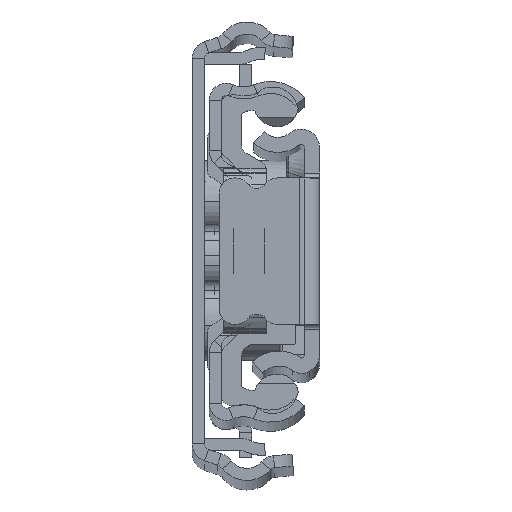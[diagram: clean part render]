
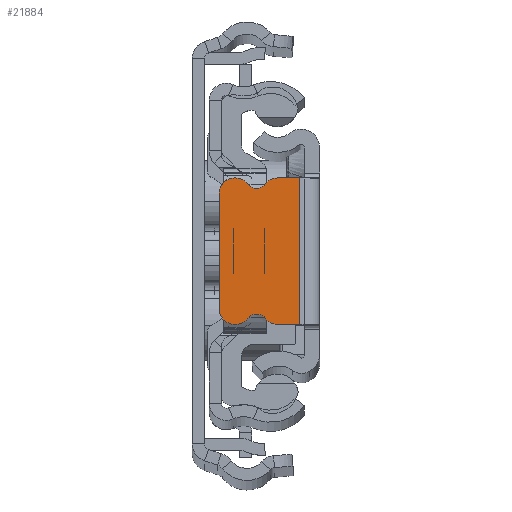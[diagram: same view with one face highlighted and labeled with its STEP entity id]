
A CAD part, top view. The second image highlights one B-rep face of the part: STEP entity #21884.
In plain terms, the highlighted planar face has unit normal (0, 0, 1).
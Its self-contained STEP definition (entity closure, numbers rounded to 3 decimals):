
#7 = VERTEX_POINT ( 'NONE', #20581 ) ;
#26 = DIRECTION ( 'NONE',  ( -1., 0., 0. ) ) ;
#306 = ORIENTED_EDGE ( 'NONE', *, *, #22562, .F. ) ;
#1253 = CARTESIAN_POINT ( 'NONE',  ( 0., -7.3, 0. ) ) ;
#1945 = CARTESIAN_POINT ( 'NONE',  ( 0., -7.3, 0. ) ) ;
#1974 = EDGE_CURVE ( 'NONE', #25376, #12856, #17361, .T. ) ;
#2481 = EDGE_CURVE ( 'NONE', #7043, #8281, #21499, .T. ) ;
#2696 = ORIENTED_EDGE ( 'NONE', *, *, #17195, .T. ) ;
#2773 = DIRECTION ( 'NONE',  ( 0., 0., 1. ) ) ;
#2885 = CARTESIAN_POINT ( 'NONE',  ( -7.167, -6.706, 0. ) ) ;
#3675 = EDGE_CURVE ( 'NONE', #5122, #6880, #22854, .T. ) ;
#3833 = AXIS2_PLACEMENT_3D ( 'NONE', #4447, #10511, #18556 ) ;
#3976 = EDGE_CURVE ( 'NONE', #19239, #11596, #23286, .T. ) ;
#4447 = CARTESIAN_POINT ( 'NONE',  ( -6.29, 7.37, 0. ) ) ;
#5122 = VERTEX_POINT ( 'NONE', #14820 ) ;
#5460 = ORIENTED_EDGE ( 'NONE', *, *, #2481, .T. ) ;
#5674 = LINE ( 'NONE', #9903, #20782 ) ;
#5695 = CARTESIAN_POINT ( 'NONE',  ( -2., -7.3, 0. ) ) ;
#5821 = DIRECTION ( 'NONE',  ( 0., -1., 0. ) ) ;
#5924 = PLANE ( 'NONE',  #16125 ) ;
#6586 = VERTEX_POINT ( 'NONE', #2885 ) ;
#6880 = VERTEX_POINT ( 'NONE', #7878 ) ;
#7021 = CARTESIAN_POINT ( 'NONE',  ( -4.218, 7.3, 0. ) ) ;
#7043 = VERTEX_POINT ( 'NONE', #7021 ) ;
#7327 = AXIS2_PLACEMENT_3D ( 'NONE', #9716, #17756, #26 ) ;
#7639 = CIRCLE ( 'NONE', #3833, 1.1 ) ;
#7661 = DIRECTION ( 'NONE',  ( -1., 0., 0. ) ) ;
#7788 = CARTESIAN_POINT ( 'NONE',  ( 0., 7.3, 0. ) ) ;
#7826 = CARTESIAN_POINT ( 'NONE',  ( -5.413, -6.706, 0. ) ) ;
#7878 = CARTESIAN_POINT ( 'NONE',  ( -10., 5.8, 0. ) ) ;
#8204 = VECTOR ( 'NONE', #22791, 1000. ) ;
#8281 = VERTEX_POINT ( 'NONE', #21831 ) ;
#8374 = DIRECTION ( 'NONE',  ( 0., 0., 1. ) ) ;
#8403 = DIRECTION ( 'NONE',  ( 1., 0., 0. ) ) ;
#8843 = DIRECTION ( 'NONE',  ( -1., 0., 0. ) ) ;
#9265 = VERTEX_POINT ( 'NONE', #20383 ) ;
#9328 = DIRECTION ( 'NONE',  ( 1., 0., 0. ) ) ;
#9697 = EDGE_CURVE ( 'NONE', #9265, #14695, #16188, .T. ) ;
#9716 = CARTESIAN_POINT ( 'NONE',  ( -6.29, -7.37, 0. ) ) ;
#9903 = CARTESIAN_POINT ( 'NONE',  ( 0., 7.3, 0. ) ) ;
#10055 = EDGE_CURVE ( 'NONE', #19239, #8281, #7639, .T. ) ;
#10150 = CARTESIAN_POINT ( 'NONE',  ( -10., 0., 0. ) ) ;
#10387 = CIRCLE ( 'NONE', #25126, 1.5 ) ;
#10461 = VERTEX_POINT ( 'NONE', #17844 ) ;
#10511 = DIRECTION ( 'NONE',  ( 0., 0., 1. ) ) ;
#10546 = VECTOR ( 'NONE', #9328, 1000. ) ;
#10563 = DIRECTION ( 'NONE',  ( 0., 0., 1. ) ) ;
#10643 = AXIS2_PLACEMENT_3D ( 'NONE', #22814, #2773, #8843 ) ;
#10983 = VECTOR ( 'NONE', #8403, 1000. ) ;
#11446 = ORIENTED_EDGE ( 'NONE', *, *, #9697, .T. ) ;
#11596 = VERTEX_POINT ( 'NONE', #21387 ) ;
#11739 = FACE_OUTER_BOUND ( 'NONE', #23392, .T. ) ;
#12256 = ORIENTED_EDGE ( 'NONE', *, *, #1974, .T. ) ;
#12515 = CARTESIAN_POINT ( 'NONE',  ( -8.362, 5.8, 0. ) ) ;
#12695 = DIRECTION ( 'NONE',  ( -1., 0., 0. ) ) ;
#12856 = VERTEX_POINT ( 'NONE', #16647 ) ;
#12932 = CARTESIAN_POINT ( 'NONE',  ( -8.5, 5.8, 0. ) ) ;
#13085 = AXIS2_PLACEMENT_3D ( 'NONE', #16654, #8374, #12695 ) ;
#13145 = ORIENTED_EDGE ( 'NONE', *, *, #23161, .T. ) ;
#13444 = EDGE_CURVE ( 'NONE', #7, #9265, #21577, .T. ) ;
#13557 = AXIS2_PLACEMENT_3D ( 'NONE', #12932, #24553, #24942 ) ;
#13573 = EDGE_CURVE ( 'NONE', #14695, #6586, #21997, .T. ) ;
#13610 = CIRCLE ( 'NONE', #7327, 1.1 ) ;
#13703 = DIRECTION ( 'NONE',  ( -1., 0., 0. ) ) ;
#14695 = VERTEX_POINT ( 'NONE', #19782 ) ;
#14820 = CARTESIAN_POINT ( 'NONE',  ( -8.5, 7.3, 0. ) ) ;
#15462 = VERTEX_POINT ( 'NONE', #7826 ) ;
#15587 = EDGE_CURVE ( 'NONE', #10461, #12856, #21895, .T. ) ;
#15724 = CARTESIAN_POINT ( 'NONE',  ( -4.218, -5.8, 0. ) ) ;
#15977 = DIRECTION ( 'NONE',  ( 0., 0., 1. ) ) ;
#16125 = AXIS2_PLACEMENT_3D ( 'NONE', #19901, #19636, #7661 ) ;
#16188 = LINE ( 'NONE', #1945, #10983 ) ;
#16217 = LINE ( 'NONE', #10150, #8204 ) ;
#16227 = ORIENTED_EDGE ( 'NONE', *, *, #13573, .T. ) ;
#16488 = CARTESIAN_POINT ( 'NONE',  ( -8.5, -5.8, 0. ) ) ;
#16526 = CARTESIAN_POINT ( 'NONE',  ( -4.218, -7.3, 0. ) ) ;
#16619 = DIRECTION ( 'NONE',  ( -1., 0., 0. ) ) ;
#16647 = CARTESIAN_POINT ( 'NONE',  ( -2., -7.3, 0. ) ) ;
#16654 = CARTESIAN_POINT ( 'NONE',  ( -4.218, 5.8, 0. ) ) ;
#17118 = EDGE_CURVE ( 'NONE', #11596, #5122, #5674, .T. ) ;
#17120 = CARTESIAN_POINT ( 'NONE',  ( -7.167, 6.706, 0. ) ) ;
#17195 = EDGE_CURVE ( 'NONE', #6880, #7, #16217, .T. ) ;
#17361 = LINE ( 'NONE', #1253, #10546 ) ;
#17377 = ORIENTED_EDGE ( 'NONE', *, *, #3675, .T. ) ;
#17750 = ORIENTED_EDGE ( 'NONE', *, *, #3976, .T. ) ;
#17756 = DIRECTION ( 'NONE',  ( 0., 0., 1. ) ) ;
#17844 = CARTESIAN_POINT ( 'NONE',  ( -2., 7.3, 0. ) ) ;
#17931 = LINE ( 'NONE', #7788, #18293 ) ;
#18170 = ORIENTED_EDGE ( 'NONE', *, *, #17118, .T. ) ;
#18293 = VECTOR ( 'NONE', #26085, 1000. ) ;
#18556 = DIRECTION ( 'NONE',  ( 1., 0., 0. ) ) ;
#19239 = VERTEX_POINT ( 'NONE', #17120 ) ;
#19578 = ORIENTED_EDGE ( 'NONE', *, *, #10055, .F. ) ;
#19636 = DIRECTION ( 'NONE',  ( 0., 0., -1. ) ) ;
#19782 = CARTESIAN_POINT ( 'NONE',  ( -8.362, -7.3, 0. ) ) ;
#19901 = CARTESIAN_POINT ( 'NONE',  ( 0., 0., 0. ) ) ;
#20383 = CARTESIAN_POINT ( 'NONE',  ( -8.5, -7.3, 0. ) ) ;
#20485 = VECTOR ( 'NONE', #5821, 1000. ) ;
#20552 = DIRECTION ( 'NONE',  ( 0., 0., 1. ) ) ;
#20581 = CARTESIAN_POINT ( 'NONE',  ( -10., -5.8, 0. ) ) ;
#20782 = VECTOR ( 'NONE', #13703, 1000. ) ;
#21387 = CARTESIAN_POINT ( 'NONE',  ( -8.362, 7.3, 0. ) ) ;
#21499 = CIRCLE ( 'NONE', #13085, 1.5 ) ;
#21577 = CIRCLE ( 'NONE', #24960, 1.5 ) ;
#21831 = CARTESIAN_POINT ( 'NONE',  ( -5.413, 6.706, 0. ) ) ;
#21884 = ADVANCED_FACE ( 'NONE', ( #11739 ), #5924, .F. ) ;
#21895 = LINE ( 'NONE', #5695, #20485 ) ;
#21997 = CIRCLE ( 'NONE', #10643, 1.5 ) ;
#22447 = ORIENTED_EDGE ( 'NONE', *, *, #15587, .F. ) ;
#22562 = EDGE_CURVE ( 'NONE', #15462, #6586, #13610, .T. ) ;
#22791 = DIRECTION ( 'NONE',  ( 0., -1., 0. ) ) ;
#22814 = CARTESIAN_POINT ( 'NONE',  ( -8.362, -5.8, 0. ) ) ;
#22854 = CIRCLE ( 'NONE', #13557, 1.5 ) ;
#23161 = EDGE_CURVE ( 'NONE', #10461, #7043, #17931, .T. ) ;
#23286 = CIRCLE ( 'NONE', #25814, 1.5 ) ;
#23392 = EDGE_LOOP ( 'NONE', ( #18170, #17377, #2696, #24543, #11446, #16227, #306, #25745, #12256, #22447, #13145, #5460, #19578, #17750 ) ) ;
#23903 = DIRECTION ( 'NONE',  ( -1., 0., 0. ) ) ;
#24543 = ORIENTED_EDGE ( 'NONE', *, *, #13444, .T. ) ;
#24553 = DIRECTION ( 'NONE',  ( 0., 0., 1. ) ) ;
#24942 = DIRECTION ( 'NONE',  ( -1., 0., 0. ) ) ;
#24960 = AXIS2_PLACEMENT_3D ( 'NONE', #16488, #10563, #16619 ) ;
#25126 = AXIS2_PLACEMENT_3D ( 'NONE', #15724, #15977, #23903 ) ;
#25376 = VERTEX_POINT ( 'NONE', #16526 ) ;
#25501 = EDGE_CURVE ( 'NONE', #15462, #25376, #10387, .T. ) ;
#25745 = ORIENTED_EDGE ( 'NONE', *, *, #25501, .T. ) ;
#25814 = AXIS2_PLACEMENT_3D ( 'NONE', #12515, #20552, #25925 ) ;
#25925 = DIRECTION ( 'NONE',  ( -1., 0., 0. ) ) ;
#26085 = DIRECTION ( 'NONE',  ( -1., 0., 0. ) ) ;
